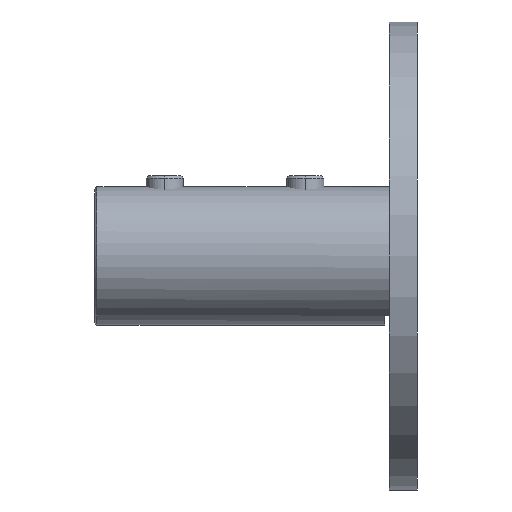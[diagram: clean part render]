
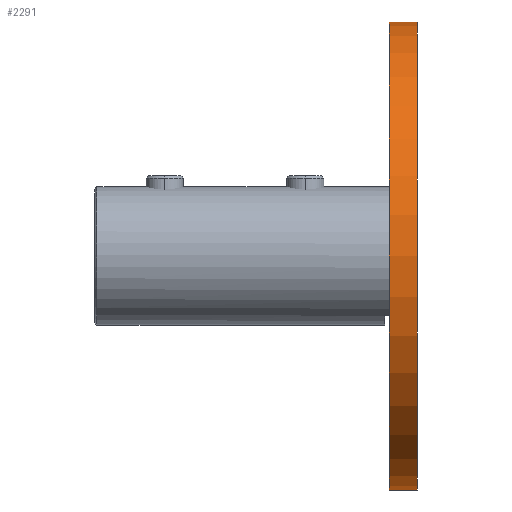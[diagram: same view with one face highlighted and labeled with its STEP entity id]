
A CAD part, left-side view. The second image highlights one B-rep face of the part: STEP entity #2291.
In plain terms, the highlighted cylindrical face has radius 50 mm (diameter 100 mm), a partial arc.
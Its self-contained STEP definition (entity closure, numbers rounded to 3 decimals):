
#347 = CARTESIAN_POINT ( 'NONE',  ( 0., 6., 0. ) ) ;
#366 = VERTEX_POINT ( 'NONE', #7409 ) ;
#1223 = CARTESIAN_POINT ( 'NONE',  ( 0., 6., 50. ) ) ;
#1336 = CARTESIAN_POINT ( 'NONE',  ( 0., 0., 0. ) ) ;
#2291 = ADVANCED_FACE ( 'NONE', ( #9638 ), #8700, .T. ) ;
#2491 = VERTEX_POINT ( 'NONE', #2612 ) ;
#2539 = CIRCLE ( 'NONE', #3253, 50. ) ;
#2612 = CARTESIAN_POINT ( 'NONE',  ( 0., 0., -50. ) ) ;
#2867 = DIRECTION ( 'NONE',  ( 0., 1., 0. ) ) ;
#3244 = EDGE_CURVE ( 'NONE', #9170, #2491, #7316, .T. ) ;
#3253 = AXIS2_PLACEMENT_3D ( 'NONE', #347, #2867, #12533 ) ;
#3689 = CARTESIAN_POINT ( 'NONE',  ( 0., 6., 50. ) ) ;
#3758 = EDGE_CURVE ( 'NONE', #4154, #366, #13316, .T. ) ;
#4154 = VERTEX_POINT ( 'NONE', #3689 ) ;
#4957 = DIRECTION ( 'NONE',  ( 0., 0., 1. ) ) ;
#6406 = AXIS2_PLACEMENT_3D ( 'NONE', #11813, #6960, #11710 ) ;
#6475 = ORIENTED_EDGE ( 'NONE', *, *, #3244, .T. ) ;
#6960 = DIRECTION ( 'NONE',  ( 0., -1., 0. ) ) ;
#7187 = EDGE_CURVE ( 'NONE', #2491, #366, #13969, .T. ) ;
#7316 = LINE ( 'NONE', #11166, #9036 ) ;
#7409 = CARTESIAN_POINT ( 'NONE',  ( 0., 0., 50. ) ) ;
#8700 = CYLINDRICAL_SURFACE ( 'NONE', #6406, 50. ) ;
#9036 = VECTOR ( 'NONE', #14764, 1000. ) ;
#9170 = VERTEX_POINT ( 'NONE', #9439 ) ;
#9439 = CARTESIAN_POINT ( 'NONE',  ( 0., 6., -50. ) ) ;
#9638 = FACE_OUTER_BOUND ( 'NONE', #14076, .T. ) ;
#11166 = CARTESIAN_POINT ( 'NONE',  ( 0., 6., -50. ) ) ;
#11710 = DIRECTION ( 'NONE',  ( 0., 0., -1. ) ) ;
#11813 = CARTESIAN_POINT ( 'NONE',  ( 0., 6., 0. ) ) ;
#11917 = ORIENTED_EDGE ( 'NONE', *, *, #3758, .F. ) ;
#12158 = DIRECTION ( 'NONE',  ( 0., 1., 0. ) ) ;
#12533 = DIRECTION ( 'NONE',  ( 0., 0., 1. ) ) ;
#12571 = EDGE_CURVE ( 'NONE', #9170, #4154, #2539, .T. ) ;
#13054 = ORIENTED_EDGE ( 'NONE', *, *, #7187, .T. ) ;
#13316 = LINE ( 'NONE', #1223, #15640 ) ;
#13845 = ORIENTED_EDGE ( 'NONE', *, *, #12571, .F. ) ;
#13969 = CIRCLE ( 'NONE', #15648, 50. ) ;
#14076 = EDGE_LOOP ( 'NONE', ( #11917, #13845, #6475, #13054 ) ) ;
#14764 = DIRECTION ( 'NONE',  ( 0., -1., 0. ) ) ;
#15563 = DIRECTION ( 'NONE',  ( 0., -1., 0. ) ) ;
#15640 = VECTOR ( 'NONE', #15563, 1000. ) ;
#15648 = AXIS2_PLACEMENT_3D ( 'NONE', #1336, #12158, #4957 ) ;
